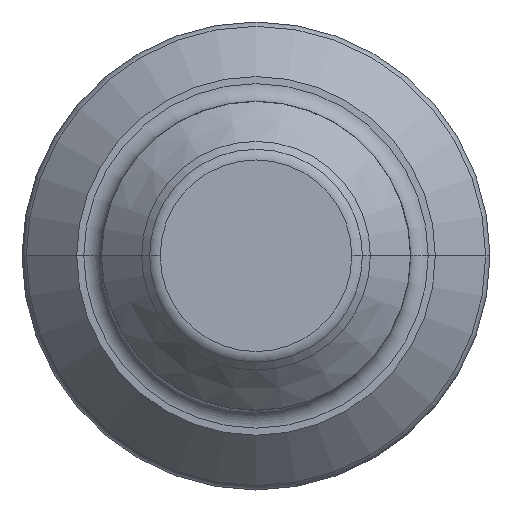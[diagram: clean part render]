
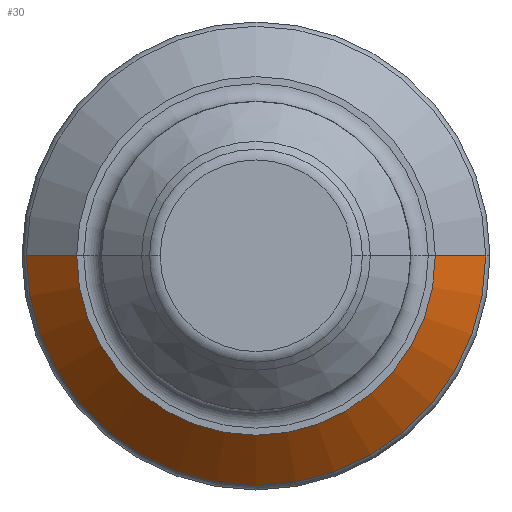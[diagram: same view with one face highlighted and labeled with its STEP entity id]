
A CAD part, top view. The second image highlights one B-rep face of the part: STEP entity #30.
In plain terms, the highlighted conical face has half-angle 45 degrees and reference radius 9.575 mm.
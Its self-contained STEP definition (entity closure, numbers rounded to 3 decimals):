
#1 = ORIENTED_EDGE ( 'NONE', *, *, #16, .F. ) ;
#3 = ORIENTED_EDGE ( 'NONE', *, *, #188, .T. ) ;
#16 = EDGE_CURVE ( 'NONE', #190, #333, #356, .T. ) ;
#19 = ORIENTED_EDGE ( 'NONE', *, *, #42, .T. ) ;
#26 = ORIENTED_EDGE ( 'NONE', *, *, #320, .F. ) ;
#30 = ADVANCED_FACE ( 'NONE', ( #352 ), #374, .T. ) ;
#42 = EDGE_CURVE ( 'NONE', #206, #315, #439, .T. ) ;
#63 = EDGE_LOOP ( 'NONE', ( #26, #19, #3, #1 ) ) ;
#188 = EDGE_CURVE ( 'NONE', #315, #333, #823, .T. ) ;
#190 = VERTEX_POINT ( 'NONE', #817 ) ;
#206 = VERTEX_POINT ( 'NONE', #876 ) ;
#315 = VERTEX_POINT ( 'NONE', #1207 ) ;
#320 = EDGE_CURVE ( 'NONE', #206, #190, #849, .T. ) ;
#333 = VERTEX_POINT ( 'NONE', #1252 ) ;
#352 = FACE_OUTER_BOUND ( 'NONE', #63, .T. ) ;
#353 = DIRECTION ( 'NONE',  ( -1., 0., 0. ) ) ;
#354 = DIRECTION ( 'NONE',  ( 0., 0., -1. ) ) ;
#355 = CARTESIAN_POINT ( 'NONE',  ( 0., 0., 93.041 ) ) ;
#356 = CIRCLE ( 'NONE', #372, 12.266 ) ;
#357 = AXIS2_PLACEMENT_3D ( 'NONE', #358, #375, #428 ) ;
#358 = CARTESIAN_POINT ( 'NONE',  ( 0., 0., 95.732 ) ) ;
#372 = AXIS2_PLACEMENT_3D ( 'NONE', #355, #354, #353 ) ;
#374 = CONICAL_SURFACE ( 'NONE', #357, 9.575, 0.785 ) ;
#375 = DIRECTION ( 'NONE',  ( 0., 0., -1. ) ) ;
#428 = DIRECTION ( 'NONE',  ( -1., 0., 0. ) ) ;
#435 = DIRECTION ( 'NONE',  ( -1., 0., 0. ) ) ;
#436 = DIRECTION ( 'NONE',  ( 0., 0., -1. ) ) ;
#437 = CARTESIAN_POINT ( 'NONE',  ( 0., 0., 95.732 ) ) ;
#438 = AXIS2_PLACEMENT_3D ( 'NONE', #437, #436, #435 ) ;
#439 = CIRCLE ( 'NONE', #438, 9.575 ) ;
#815 = DIRECTION ( 'NONE',  ( -0.707, 0., -0.707 ) ) ;
#816 = VECTOR ( 'NONE', #815, 1000. ) ;
#817 = CARTESIAN_POINT ( 'NONE',  ( 12.266, 0., 93.041 ) ) ;
#821 = CARTESIAN_POINT ( 'NONE',  ( -9.575, 0., 95.732 ) ) ;
#823 = LINE ( 'NONE', #821, #816 ) ;
#849 = LINE ( 'NONE', #894, #991 ) ;
#876 = CARTESIAN_POINT ( 'NONE',  ( 9.575, 0., 95.732 ) ) ;
#894 = CARTESIAN_POINT ( 'NONE',  ( 9.575, 0., 95.732 ) ) ;
#991 = VECTOR ( 'NONE', #1051, 1000. ) ;
#1051 = DIRECTION ( 'NONE',  ( 0.707, 0., -0.707 ) ) ;
#1207 = CARTESIAN_POINT ( 'NONE',  ( -9.575, 0., 95.732 ) ) ;
#1252 = CARTESIAN_POINT ( 'NONE',  ( -12.266, 0., 93.041 ) ) ;
